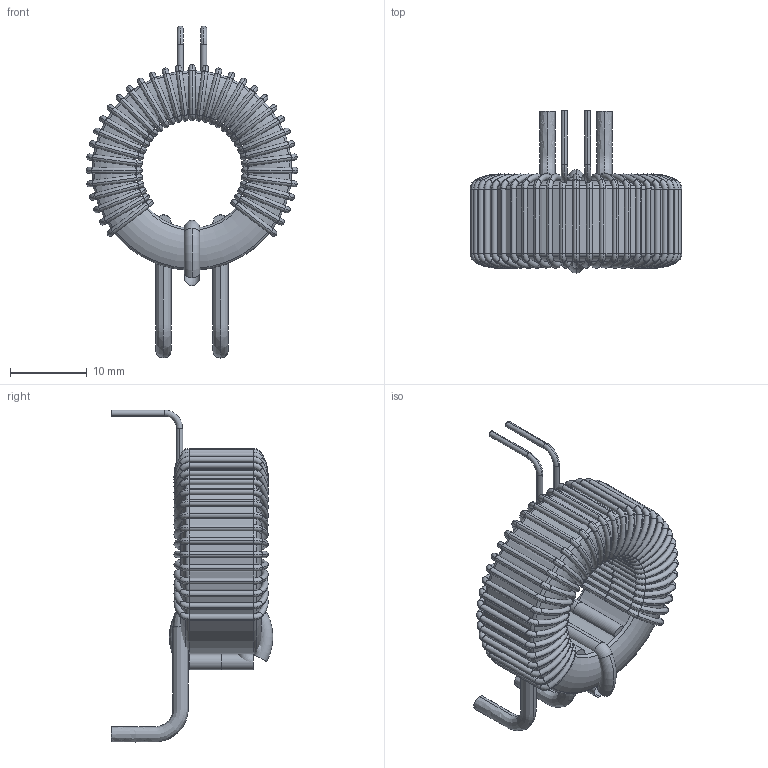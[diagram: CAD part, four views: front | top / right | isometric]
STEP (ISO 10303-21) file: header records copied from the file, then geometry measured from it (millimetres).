
FILE_DESCRIPTION (( 'STEP AP214' ), '1' );
FILE_NAME ('如戾痂蝈朦 蝾赅.STEP', '2023-05-24T13:47:42', ( '' ), ( '' ), 'SwSTEP 2.0', 'SolidWorks 2021', '' );
FILE_SCHEMA (( 'AUTOMOTIVE_DESIGN' ));
Length unit declared in the file: millimetre
Products named in the file (6): Âûâîä ïåðâè÷êè; Âèòîê âòîðè÷êè; Ôåððèò 25õ15õ10,5; 如戾痂蝈朦 蝾赅; Âûâîä âòîðè÷êè; Âèòîê ïåðâè÷êèSLDPRT
Assembly tree (41 placements, depth 2):
  如戾痂蝈朦 蝾赅
    Âèòîê âòîðè÷êè  x35
    Ôåððèò 25õ15õ10,5
    Âûâîä âòîðè÷êè  x2
    Âèòîê ïåðâè÷êèSLDPRT
    Âûâîä ïåðâè÷êè  x2
Bounding box: 27.64 x 21.1 x 43.29 mm (x, y, z)
Volume: 4407.2 mm3; surface area: 5499.6 mm2
Topology: 41 solids, 41 shells, 692 faces, 1392 edges, 700 vertices
Faces by surface type: torus 444, cylinder 232, plane 8, bspline 8
Entity records: 2758 total; most frequent: CARTESIAN_POINT 894, DIRECTION 430, ORIENTED_EDGE 256, AXIS2_PLACEMENT_3D 204, EDGE_CURVE 128, CIRCLE 100, VERTEX_POINT 68, EDGE_LOOP 64
